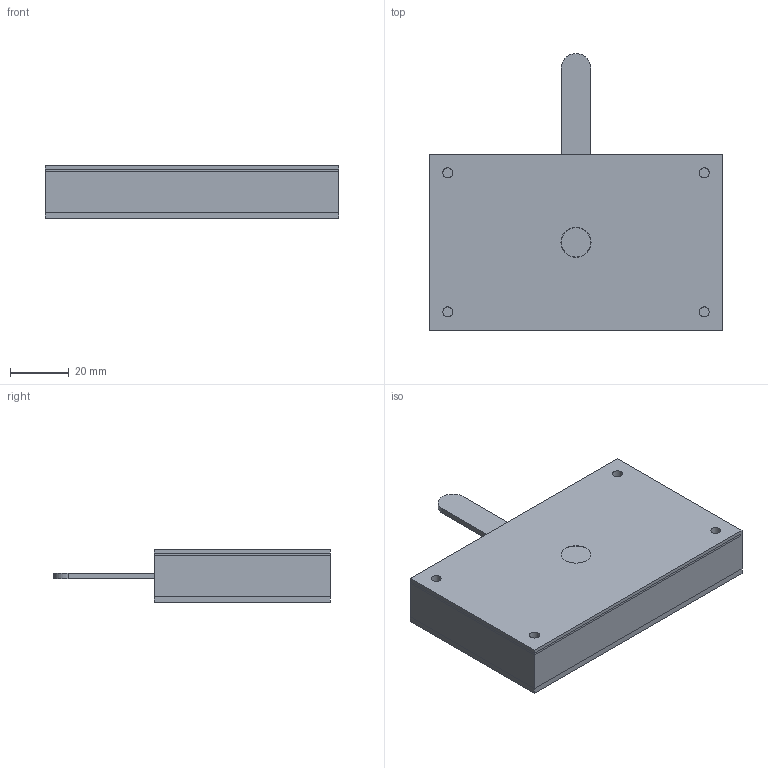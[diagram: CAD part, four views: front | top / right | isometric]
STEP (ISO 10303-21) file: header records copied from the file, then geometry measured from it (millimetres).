
FILE_DESCRIPTION(('FreeCAD Model'),'2;1');
FILE_NAME('Open CASCADE Shape Model','2024-05-10T18:38:58',(''),(''), 'Open CASCADE STEP processor 7.6','FreeCAD','Unknown');
FILE_SCHEMA(('AUTOMOTIVE_DESIGN { 1 0 10303 214 1 1 1 1 }'));
Length unit declared in the file: millimetre
Products named in the file (12): LeverSystem; LeverMount; BumpDisc; Harbor; Washer; Positions; 5PosCollar; Lever; LeverRing; SupportBox; Base; Top
Assembly tree (11 placements, depth 3):
  LeverSystem
    LeverMount
      BumpDisc
      Harbor
      Washer
    Positions
      5PosCollar
    Lever
      LeverRing
    SupportBox
      Base
      Top
Bounding box: 100 x 94.36 x 18 mm (x, y, z)
Volume: 63498 mm3; surface area: 52441.9 mm2
Topology: 7 solids, 7 shells, 199 faces, 486 edges, 319 vertices
Faces by surface type: plane 146, cylinder 53
Full cylindrical faces by diameter (mm): 3.4 x8, 6 x1, 6.5 x1, 10 x1, 10.25 x1, 40 x4, 40.5 x1, 50 x1
Entity records: 6124 total; most frequent: DIRECTION 1020, CARTESIAN_POINT 1016, ORIENTED_EDGE 972, EDGE_CURVE 486, LINE 374, VECTOR 374, AXIS2_PLACEMENT_3D 323, VERTEX_POINT 319
